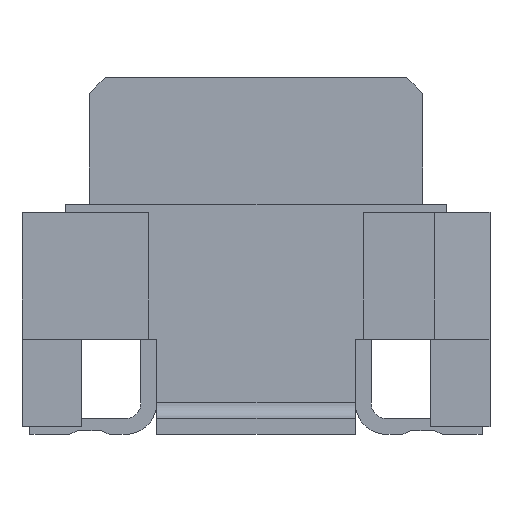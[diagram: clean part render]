
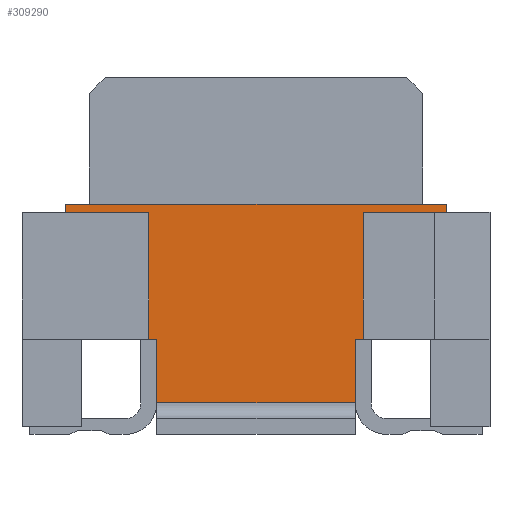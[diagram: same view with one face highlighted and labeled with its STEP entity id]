
A CAD part, front view. The second image highlights one B-rep face of the part: STEP entity #309290.
In plain terms, the highlighted planar face has unit normal (0, -1, 0).
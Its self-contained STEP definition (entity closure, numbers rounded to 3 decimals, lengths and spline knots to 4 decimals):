
#307500=CARTESIAN_POINT('',(-0.109,-20.91,-0.5922
));
#307510=VERTEX_POINT('',#307500);
#307690=CARTESIAN_POINT('',(-2.609,-20.91,-0.5922)
);
#307700=VERTEX_POINT('',#307690);
#307730=CARTESIAN_POINT('',(0.,-20.91,-0.5922));
#307740=DIRECTION('',(-1.,0.,0.));
#307750=VECTOR('',#307740,1.);
#307760=LINE('',#307730,#307750);
#307770=EDGE_CURVE('',#307510,#307700,#307760,.T.);
#308010=CARTESIAN_POINT('',(-2.609,-20.91,0.2078))
;
#308020=VERTEX_POINT('',#308010);
#308050=CARTESIAN_POINT('',(-2.609,-20.91,0.));
#308060=DIRECTION('',(0.,0.,1.));
#308070=VECTOR('',#308060,1.);
#308080=LINE('',#308050,#308070);
#308090=EDGE_CURVE('',#307700,#308020,#308080,.T.);
#308460=CARTESIAN_POINT('',(-2.609,-20.91,1.4078));
#308470=DIRECTION('',(-0.,-1.,-0.));
#308480=DIRECTION('',(-1.,0.,0.));
#308490=AXIS2_PLACEMENT_3D('',#308460,#308470,#308480);
#308500=PLANE('',#308490);
#308510=ORIENTED_EDGE('',*,*,#308090,.F.);
#308520=CARTESIAN_POINT('',(0.,-20.91,0.2078));
#308530=DIRECTION('',(-1.,0.,0.));
#308540=VECTOR('',#308530,1.);
#308550=LINE('',#308520,#308540);
#308560=CARTESIAN_POINT('',(-2.709,-20.91,0.2078))
;
#308570=VERTEX_POINT('',#308560);
#308580=EDGE_CURVE('',#308020,#308570,#308550,.T.);
#308590=ORIENTED_EDGE('',*,*,#308580,.F.);
#308600=CARTESIAN_POINT('',(-2.709,-20.91,0.));
#308610=DIRECTION('',(0.,0.,-1.));
#308620=VECTOR('',#308610,1.);
#308630=LINE('',#308600,#308620);
#308640=CARTESIAN_POINT('',(-2.709,-20.91,1.8078));
#308650=VERTEX_POINT('',#308640);
#308660=EDGE_CURVE('',#308650,#308570,#308630,.T.);
#308670=ORIENTED_EDGE('',*,*,#308660,.T.);
#308680=CARTESIAN_POINT('',(0.,-20.91,1.8078));
#308690=DIRECTION('',(-1.,0.,0.));
#308700=VECTOR('',#308690,1.);
#308710=LINE('',#308680,#308700);
#308720=CARTESIAN_POINT('',(-3.759,-20.91,1.8078));
#308730=VERTEX_POINT('',#308720);
#308740=EDGE_CURVE('',#308650,#308730,#308710,.T.);
#308750=ORIENTED_EDGE('',*,*,#308740,.F.);
#308760=CARTESIAN_POINT('',(-3.759,-20.91,1.4078));
#308770=DIRECTION('',(0.,0.,-1.));
#308780=VECTOR('',#308770,1.);
#308790=LINE('',#308760,#308780);
#308800=CARTESIAN_POINT('',(-3.759,-20.91,1.9078));
#308810=VERTEX_POINT('',#308800);
#308820=EDGE_CURVE('',#308810,#308730,#308790,.T.);
#308830=ORIENTED_EDGE('',*,*,#308820,.T.);
#308840=CARTESIAN_POINT('',(-1.359,-20.91,1.9078));
#308850=DIRECTION('',(-1.,0.,0.));
#308860=VECTOR('',#308850,1.);
#308870=LINE('',#308840,#308860);
#308880=CARTESIAN_POINT('',(1.041,-20.91,1.9078));
#308890=VERTEX_POINT('',#308880);
#308900=EDGE_CURVE('',#308890,#308810,#308870,.T.);
#308910=ORIENTED_EDGE('',*,*,#308900,.T.);
#308920=CARTESIAN_POINT('',(1.041,-20.91,1.4078));
#308930=DIRECTION('',(0.,0.,1.));
#308940=VECTOR('',#308930,1.);
#308950=LINE('',#308920,#308940);
#308960=CARTESIAN_POINT('',(1.041,-20.91,1.8078));
#308970=VERTEX_POINT('',#308960);
#308980=EDGE_CURVE('',#308970,#308890,#308950,.T.);
#308990=ORIENTED_EDGE('',*,*,#308980,.T.);
#309000=CARTESIAN_POINT('',(-0.009,-20.91,1.8078
));
#309010=VERTEX_POINT('',#309000);
#309020=EDGE_CURVE('',#308970,#309010,#308710,.T.);
#309030=ORIENTED_EDGE('',*,*,#309020,.F.);
#309040=CARTESIAN_POINT('',(-0.009,-20.91,0.));
#309050=DIRECTION('',(0.,0.,-1.));
#309060=VECTOR('',#309050,1.);
#309070=LINE('',#309040,#309060);
#309080=CARTESIAN_POINT('',(-0.009,-20.91,
0.2078));
#309090=VERTEX_POINT('',#309080);
#309100=EDGE_CURVE('',#309010,#309090,#309070,.T.);
#309110=ORIENTED_EDGE('',*,*,#309100,.F.);
#309120=CARTESIAN_POINT('',(0.,-20.91,0.2078));
#309130=DIRECTION('',(-1.,0.,0.));
#309140=VECTOR('',#309130,1.);
#309150=LINE('',#309120,#309140);
#309160=CARTESIAN_POINT('',(-0.109,-20.91,0.2078)
);
#309170=VERTEX_POINT('',#309160);
#309180=EDGE_CURVE('',#309090,#309170,#309150,.T.);
#309190=ORIENTED_EDGE('',*,*,#309180,.F.);
#309200=CARTESIAN_POINT('',(-0.109,-20.91,0.));
#309210=DIRECTION('',(0.,0.,-1.));
#309220=VECTOR('',#309210,1.);
#309230=LINE('',#309200,#309220);
#309240=EDGE_CURVE('',#309170,#307510,#309230,.T.);
#309250=ORIENTED_EDGE('',*,*,#309240,.F.);
#309260=ORIENTED_EDGE('',*,*,#307770,.F.);
#309270=EDGE_LOOP('',(#309260,#309250,#309190,#309110,#309030,#308990,
#308910,#308830,#308750,#308670,#308590,#308510));
#309280=FACE_OUTER_BOUND('',#309270,.T.);
#309290=ADVANCED_FACE('',(#309280),#308500,.T.);
